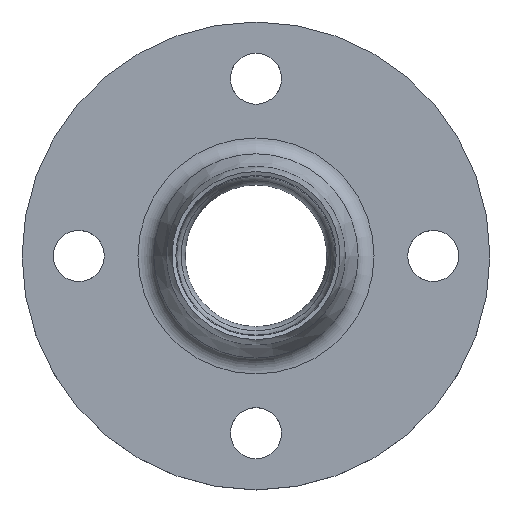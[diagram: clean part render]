
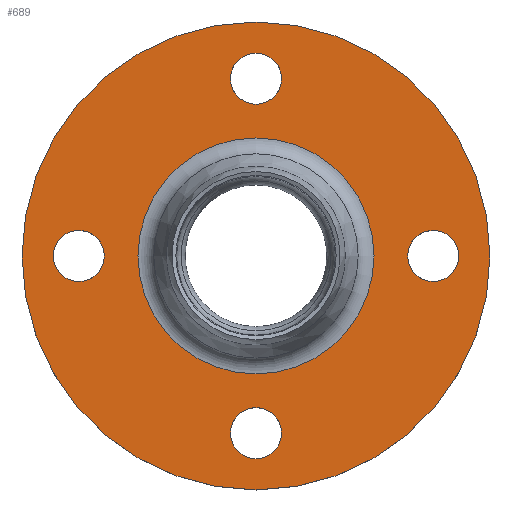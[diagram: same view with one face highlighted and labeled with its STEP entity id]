
A CAD part, top view. The second image highlights one B-rep face of the part: STEP entity #689.
In plain terms, the highlighted planar face has unit normal (0, 0, 1).
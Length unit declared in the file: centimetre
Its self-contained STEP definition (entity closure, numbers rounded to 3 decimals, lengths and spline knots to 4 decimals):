
#31=FACE_BOUND('',#172,.T.);
#32=FACE_BOUND('',#173,.T.);
#33=FACE_BOUND('',#174,.T.);
#34=FACE_BOUND('',#175,.T.);
#35=FACE_BOUND('',#176,.T.);
#40=PLANE('',#801);
#133=FACE_OUTER_BOUND('',#171,.T.);
#171=EDGE_LOOP('',(#617));
#172=EDGE_LOOP('',(#618));
#173=EDGE_LOOP('',(#619));
#174=EDGE_LOOP('',(#620));
#175=EDGE_LOOP('',(#621));
#176=EDGE_LOOP('',(#622));
#241=CIRCLE('',#777,9.);
#244=CIRCLE('',#781,9.);
#247=CIRCLE('',#785,9.);
#250=CIRCLE('',#789,9.);
#259=CIRCLE('',#800,41.6122);
#260=CIRCLE('',#802,82.5);
#307=VERTEX_POINT('',#1302);
#312=VERTEX_POINT('',#1328);
#317=VERTEX_POINT('',#1354);
#322=VERTEX_POINT('',#1380);
#328=VERTEX_POINT('',#1414);
#329=VERTEX_POINT('',#1418);
#400=EDGE_CURVE('',#307,#307,#241,.T.);
#406=EDGE_CURVE('',#312,#312,#244,.T.);
#412=EDGE_CURVE('',#317,#317,#247,.T.);
#418=EDGE_CURVE('',#322,#322,#250,.T.);
#431=EDGE_CURVE('',#328,#328,#259,.T.);
#432=EDGE_CURVE('',#329,#329,#260,.T.);
#617=ORIENTED_EDGE('',*,*,#432,.F.);
#618=ORIENTED_EDGE('',*,*,#400,.T.);
#619=ORIENTED_EDGE('',*,*,#406,.T.);
#620=ORIENTED_EDGE('',*,*,#412,.T.);
#621=ORIENTED_EDGE('',*,*,#418,.T.);
#622=ORIENTED_EDGE('',*,*,#431,.T.);
#689=ADVANCED_FACE('',(#133,#31,#32,#33,#34,#35),#40,.T.);
#777=AXIS2_PLACEMENT_3D('',#1303,#983,#984);
#781=AXIS2_PLACEMENT_3D('',#1329,#992,#993);
#785=AXIS2_PLACEMENT_3D('',#1355,#1001,#1002);
#789=AXIS2_PLACEMENT_3D('',#1381,#1010,#1011);
#800=AXIS2_PLACEMENT_3D('',#1416,#1034,#1035);
#801=AXIS2_PLACEMENT_3D('',#1417,#1036,#1037);
#802=AXIS2_PLACEMENT_3D('',#1419,#1038,#1039);
#983=DIRECTION('center_axis',(0.,0.,
-1.));
#984=DIRECTION('ref_axis',(1.,0.,0.));
#992=DIRECTION('center_axis',(0.,0.,
-1.));
#993=DIRECTION('ref_axis',(-1.,0.,0.));
#1001=DIRECTION('center_axis',(0.,0.,
-1.));
#1002=DIRECTION('ref_axis',(0.,1.,0.));
#1010=DIRECTION('center_axis',(0.,0.,
-1.));
#1011=DIRECTION('ref_axis',(0.,-1.,0.));
#1034=DIRECTION('center_axis',(0.,0.,
-1.));
#1035=DIRECTION('ref_axis',(1.,0.,0.));
#1036=DIRECTION('center_axis',(0.,0.,
1.));
#1037=DIRECTION('ref_axis',(0.,-1.,0.));
#1038=DIRECTION('center_axis',(0.,0.,
-1.));
#1039=DIRECTION('ref_axis',(1.,0.,0.));
#1302=CARTESIAN_POINT('',(25.8691,-92.4363,54.6503));
#1303=CARTESIAN_POINT('Origin',(34.8691,-92.4363,54.6503));
#1328=CARTESIAN_POINT('',(168.8691,-92.4363,54.6503));
#1329=CARTESIAN_POINT('Origin',(159.8691,-92.4363,54.6503));
#1354=CARTESIAN_POINT('',(97.3691,-163.9363,54.6503));
#1355=CARTESIAN_POINT('Origin',(97.3691,-154.9363,54.6503));
#1380=CARTESIAN_POINT('',(97.3691,-20.9363,54.6503));
#1381=CARTESIAN_POINT('Origin',(97.3691,-29.9363,54.6503));
#1414=CARTESIAN_POINT('',(97.3691,-134.0485,54.6503));
#1416=CARTESIAN_POINT('Origin',(97.3691,-92.4363,54.6503));
#1417=CARTESIAN_POINT('Origin',(159.4253,-92.4363,54.6503));
#1418=CARTESIAN_POINT('',(14.8691,-92.4363,54.6503));
#1419=CARTESIAN_POINT('Origin',(97.3691,-92.4363,54.6503));
